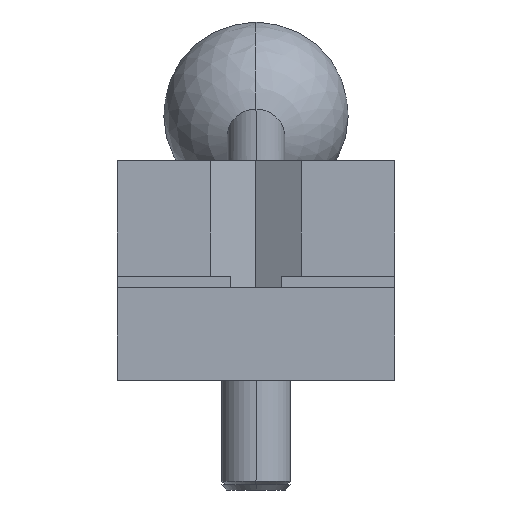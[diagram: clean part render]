
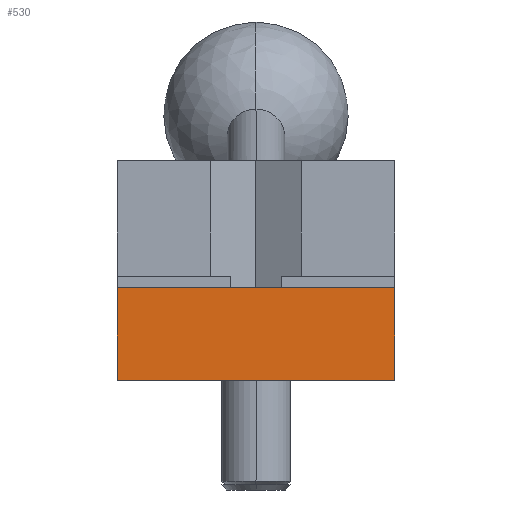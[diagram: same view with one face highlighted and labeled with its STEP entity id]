
A CAD part, left-side view. The second image highlights one B-rep face of the part: STEP entity #530.
In plain terms, the highlighted planar face has unit normal (-1, 0, 0).
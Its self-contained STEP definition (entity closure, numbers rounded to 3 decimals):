
#474=EDGE_CURVE('',#842,#662,#1269,.T.);
#476=VERTEX_POINT('',#1271);
#530=ADVANCED_FACE('',(#1334),#1335,.T.);
#592=EDGE_CURVE('',#476,#1026,#1404,.T.);
#662=VERTEX_POINT('',#1485);
#664=EDGE_CURVE('',#662,#476,#1487,.T.);
#778=EDGE_CURVE('',#842,#1026,#1617,.T.);
#842=VERTEX_POINT('',#1688);
#1026=VERTEX_POINT('',#1893);
#1269=LINE('',#2167,#2168);
#1271=CARTESIAN_POINT('',(-38.0,-24.0,16.0));
#1334=FACE_OUTER_BOUND('',#2251,.T.);
#1335=PLANE('',#2252);
#1404=LINE('',#2355,#2356);
#1485=CARTESIAN_POINT('',(-38.0,-24.0,0.0));
#1487=LINE('',#2488,#2489);
#1617=LINE('',#2682,#2683);
#1688=CARTESIAN_POINT('',(-38.0,24.0,0.0));
#1893=CARTESIAN_POINT('',(-38.0,24.0,16.0));
#2167=CARTESIAN_POINT('',(-38.0,24.0,0.0));
#2168=VECTOR('',#3465,1.0);
#2251=EDGE_LOOP('',(#3553,#3554,#3555,#3556));
#2252=AXIS2_PLACEMENT_3D('',#3557,#3558,#3559);
#2355=CARTESIAN_POINT('',(-38.0,24.0,16.0));
#2356=VECTOR('',#3623,1.0);
#2488=CARTESIAN_POINT('',(-38.0,-24.0,0.0));
#2489=VECTOR('',#3736,1.0);
#2682=CARTESIAN_POINT('',(-38.0,24.0,0.0));
#2683=VECTOR('',#3891,1.0);
#3465=DIRECTION('',(0.0,-1.0,0.0));
#3553=ORIENTED_EDGE('',*,*,#592,.T.);
#3554=ORIENTED_EDGE('',*,*,#778,.F.);
#3555=ORIENTED_EDGE('',*,*,#474,.T.);
#3556=ORIENTED_EDGE('',*,*,#664,.T.);
#3557=CARTESIAN_POINT('',(-38.0,-24.0,0.0));
#3558=DIRECTION('',(-1.0,0.0,0.0));
#3559=DIRECTION('',(0.0,0.0,1.0));
#3623=DIRECTION('',(0.0,1.0,0.0));
#3736=DIRECTION('',(0.0,0.0,1.0));
#3891=DIRECTION('',(0.0,0.0,1.0));
